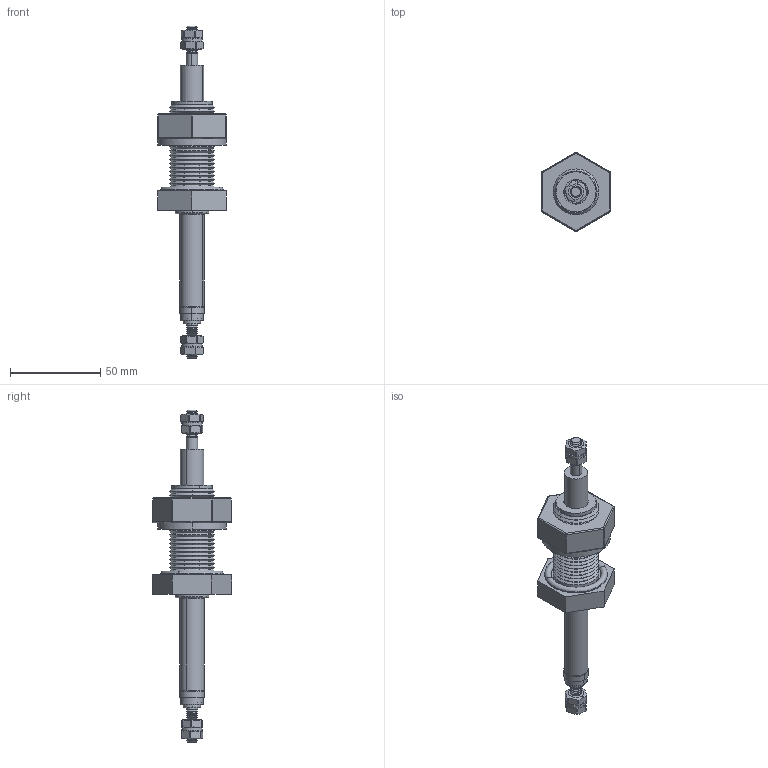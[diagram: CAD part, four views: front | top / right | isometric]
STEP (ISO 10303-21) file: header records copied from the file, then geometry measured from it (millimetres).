
FILE_DESCRIPTION (( 'STEP AP203' ), '1' );
FILE_NAME ('A0544-2-BP.STEP', '2013-06-10T11:23:58', ( '' ), ( '' ), 'SwSTEP 2.0', 'SolidWorks 2012', '' );
FILE_SCHEMA (( 'CONFIG_CONTROL_DESIGN' ));
Length unit declared in the file: inch
Products named in the file (1): A0544-2-BP
Bounding box: 38.1 x 43.99 x 184.15 mm (x, y, z)
Volume: 55195.9 mm3; surface area: 33418 mm2
Topology: 1 solids, 24 shells, 527 faces, 1180 edges, 688 vertices
Faces by surface type: cone 292, cylinder 98, plane 87, torus 38, sphere 12
Entity records: 14929 total; most frequent: DIRECTION 2810, CARTESIAN_POINT 2800, ORIENTED_EDGE 2344, AXIS2_PLACEMENT_3D 1174, EDGE_CURVE 1172, VERTEX_POINT 684, CIRCLE 646, EDGE_LOOP 564
